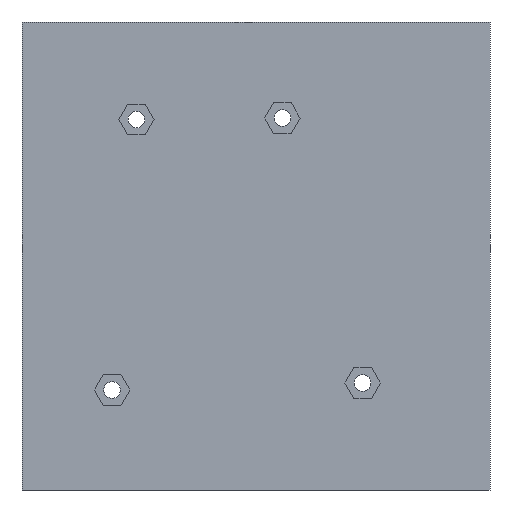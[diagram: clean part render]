
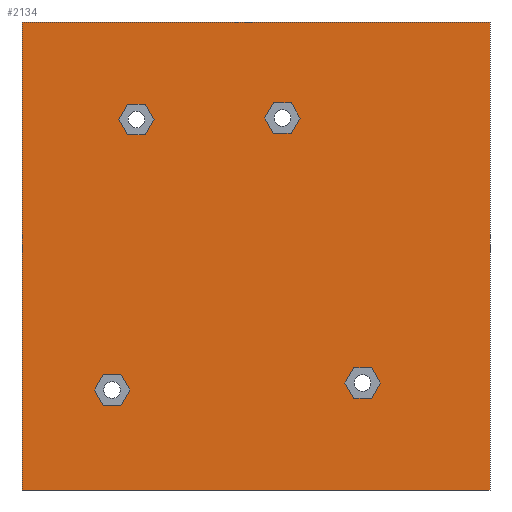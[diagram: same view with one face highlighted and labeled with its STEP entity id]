
A CAD part, front view. The second image highlights one B-rep face of the part: STEP entity #2134.
In plain terms, the highlighted planar face has unit normal (0, -1, 0).
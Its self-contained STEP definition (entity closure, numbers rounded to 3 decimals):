
#60=FACE_BOUND('',#325,.T.);
#61=FACE_BOUND('',#326,.T.);
#62=FACE_BOUND('',#327,.T.);
#63=FACE_BOUND('',#328,.T.);
#185=FACE_OUTER_BOUND('',#324,.T.);
#324=EDGE_LOOP('',(#1685,#1686,#1687,#1688));
#325=EDGE_LOOP('',(#1689,#1690,#1691,#1692,#1693,#1694));
#326=EDGE_LOOP('',(#1695,#1696,#1697,#1698,#1699,#1700));
#327=EDGE_LOOP('',(#1701,#1702,#1703,#1704,#1705,#1706));
#328=EDGE_LOOP('',(#1707,#1708,#1709,#1710,#1711,#1712));
#404=LINE('',#2962,#653);
#408=LINE('',#2970,#657);
#411=LINE('',#2976,#660);
#414=LINE('',#2982,#663);
#417=LINE('',#2988,#666);
#420=LINE('',#2993,#669);
#422=LINE('',#3001,#671);
#426=LINE('',#3009,#675);
#429=LINE('',#3015,#678);
#432=LINE('',#3021,#681);
#435=LINE('',#3027,#684);
#438=LINE('',#3032,#687);
#440=LINE('',#3040,#689);
#444=LINE('',#3048,#693);
#447=LINE('',#3054,#696);
#450=LINE('',#3060,#699);
#453=LINE('',#3066,#702);
#456=LINE('',#3071,#705);
#458=LINE('',#3079,#707);
#462=LINE('',#3087,#711);
#465=LINE('',#3093,#714);
#468=LINE('',#3099,#717);
#471=LINE('',#3105,#720);
#474=LINE('',#3110,#723);
#520=LINE('',#3210,#769);
#544=LINE('',#3303,#793);
#545=LINE('',#3304,#794);
#546=LINE('',#3305,#795);
#653=VECTOR('',#2381,10.);
#657=VECTOR('',#2387,10.);
#660=VECTOR('',#2392,10.);
#663=VECTOR('',#2397,10.);
#666=VECTOR('',#2402,10.);
#669=VECTOR('',#2407,10.);
#671=VECTOR('',#2415,10.);
#675=VECTOR('',#2421,10.);
#678=VECTOR('',#2426,10.);
#681=VECTOR('',#2431,10.);
#684=VECTOR('',#2436,10.);
#687=VECTOR('',#2441,10.);
#689=VECTOR('',#2449,10.);
#693=VECTOR('',#2455,10.);
#696=VECTOR('',#2460,10.);
#699=VECTOR('',#2465,10.);
#702=VECTOR('',#2470,10.);
#705=VECTOR('',#2475,10.);
#707=VECTOR('',#2483,10.);
#711=VECTOR('',#2489,10.);
#714=VECTOR('',#2494,10.);
#717=VECTOR('',#2499,10.);
#720=VECTOR('',#2504,10.);
#723=VECTOR('',#2509,10.);
#769=VECTOR('',#2591,10.);
#793=VECTOR('',#2699,10.);
#794=VECTOR('',#2700,10.);
#795=VECTOR('',#2701,10.);
#902=VERTEX_POINT('',#2960);
#903=VERTEX_POINT('',#2961);
#906=VERTEX_POINT('',#2969);
#908=VERTEX_POINT('',#2975);
#910=VERTEX_POINT('',#2981);
#912=VERTEX_POINT('',#2987);
#915=VERTEX_POINT('',#2999);
#916=VERTEX_POINT('',#3000);
#919=VERTEX_POINT('',#3008);
#921=VERTEX_POINT('',#3014);
#923=VERTEX_POINT('',#3020);
#925=VERTEX_POINT('',#3026);
#928=VERTEX_POINT('',#3038);
#929=VERTEX_POINT('',#3039);
#932=VERTEX_POINT('',#3047);
#934=VERTEX_POINT('',#3053);
#936=VERTEX_POINT('',#3059);
#938=VERTEX_POINT('',#3065);
#941=VERTEX_POINT('',#3077);
#942=VERTEX_POINT('',#3078);
#945=VERTEX_POINT('',#3086);
#947=VERTEX_POINT('',#3092);
#949=VERTEX_POINT('',#3098);
#951=VERTEX_POINT('',#3104);
#987=VERTEX_POINT('',#3207);
#988=VERTEX_POINT('',#3209);
#1014=VERTEX_POINT('',#3301);
#1015=VERTEX_POINT('',#3302);
#1096=EDGE_CURVE('',#902,#903,#404,.T.);
#1100=EDGE_CURVE('',#906,#902,#408,.T.);
#1103=EDGE_CURVE('',#908,#906,#411,.T.);
#1106=EDGE_CURVE('',#910,#908,#414,.T.);
#1109=EDGE_CURVE('',#912,#910,#417,.T.);
#1112=EDGE_CURVE('',#903,#912,#420,.T.);
#1115=EDGE_CURVE('',#915,#916,#422,.T.);
#1119=EDGE_CURVE('',#919,#915,#426,.T.);
#1122=EDGE_CURVE('',#921,#919,#429,.T.);
#1125=EDGE_CURVE('',#923,#921,#432,.T.);
#1128=EDGE_CURVE('',#925,#923,#435,.T.);
#1131=EDGE_CURVE('',#916,#925,#438,.T.);
#1134=EDGE_CURVE('',#928,#929,#440,.T.);
#1138=EDGE_CURVE('',#932,#928,#444,.T.);
#1141=EDGE_CURVE('',#934,#932,#447,.T.);
#1144=EDGE_CURVE('',#936,#934,#450,.T.);
#1147=EDGE_CURVE('',#938,#936,#453,.T.);
#1150=EDGE_CURVE('',#929,#938,#456,.T.);
#1153=EDGE_CURVE('',#941,#942,#458,.T.);
#1157=EDGE_CURVE('',#945,#941,#462,.T.);
#1160=EDGE_CURVE('',#947,#945,#465,.T.);
#1163=EDGE_CURVE('',#949,#947,#468,.T.);
#1166=EDGE_CURVE('',#951,#949,#471,.T.);
#1169=EDGE_CURVE('',#942,#951,#474,.T.);
#1218=EDGE_CURVE('',#988,#987,#520,.T.);
#1262=EDGE_CURVE('',#1014,#1015,#544,.T.);
#1263=EDGE_CURVE('',#1015,#988,#545,.T.);
#1264=EDGE_CURVE('',#987,#1014,#546,.T.);
#1685=ORIENTED_EDGE('',*,*,#1262,.T.);
#1686=ORIENTED_EDGE('',*,*,#1263,.T.);
#1687=ORIENTED_EDGE('',*,*,#1218,.T.);
#1688=ORIENTED_EDGE('',*,*,#1264,.T.);
#1689=ORIENTED_EDGE('',*,*,#1096,.T.);
#1690=ORIENTED_EDGE('',*,*,#1112,.T.);
#1691=ORIENTED_EDGE('',*,*,#1109,.T.);
#1692=ORIENTED_EDGE('',*,*,#1106,.T.);
#1693=ORIENTED_EDGE('',*,*,#1103,.T.);
#1694=ORIENTED_EDGE('',*,*,#1100,.T.);
#1695=ORIENTED_EDGE('',*,*,#1115,.T.);
#1696=ORIENTED_EDGE('',*,*,#1131,.T.);
#1697=ORIENTED_EDGE('',*,*,#1128,.T.);
#1698=ORIENTED_EDGE('',*,*,#1125,.T.);
#1699=ORIENTED_EDGE('',*,*,#1122,.T.);
#1700=ORIENTED_EDGE('',*,*,#1119,.T.);
#1701=ORIENTED_EDGE('',*,*,#1134,.T.);
#1702=ORIENTED_EDGE('',*,*,#1150,.T.);
#1703=ORIENTED_EDGE('',*,*,#1147,.T.);
#1704=ORIENTED_EDGE('',*,*,#1144,.T.);
#1705=ORIENTED_EDGE('',*,*,#1141,.T.);
#1706=ORIENTED_EDGE('',*,*,#1138,.T.);
#1707=ORIENTED_EDGE('',*,*,#1153,.T.);
#1708=ORIENTED_EDGE('',*,*,#1169,.T.);
#1709=ORIENTED_EDGE('',*,*,#1166,.T.);
#1710=ORIENTED_EDGE('',*,*,#1163,.T.);
#1711=ORIENTED_EDGE('',*,*,#1160,.T.);
#1712=ORIENTED_EDGE('',*,*,#1157,.T.);
#2019=PLANE('',#2301);
#2134=ADVANCED_FACE('',(#185,#60,#61,#62,#63),#2019,.F.);
#2301=AXIS2_PLACEMENT_3D('',#3300,#2697,#2698);
#2381=DIRECTION('',(0.497,0.,-0.868));
#2387=DIRECTION('',(1.,0.,-0.004));
#2392=DIRECTION('',(0.503,0.,0.864));
#2397=DIRECTION('',(-0.497,0.,0.868));
#2402=DIRECTION('',(-1.,0.,0.004));
#2407=DIRECTION('',(-0.503,0.,-0.864));
#2415=DIRECTION('',(0.5,0.,-0.866));
#2421=DIRECTION('',(1.,0.,0.));
#2426=DIRECTION('',(0.5,0.,0.866));
#2431=DIRECTION('',(-0.5,0.,0.866));
#2436=DIRECTION('',(-1.,0.,0.));
#2441=DIRECTION('',(-0.5,0.,-0.866));
#2449=DIRECTION('',(0.5,0.,-0.866));
#2455=DIRECTION('',(1.,0.,0.));
#2460=DIRECTION('',(0.5,0.,0.866));
#2465=DIRECTION('',(-0.5,0.,0.866));
#2470=DIRECTION('',(-1.,0.,0.));
#2475=DIRECTION('',(-0.5,0.,-0.866));
#2483=DIRECTION('',(0.5,0.,-0.866));
#2489=DIRECTION('',(1.,0.,0.));
#2494=DIRECTION('',(0.5,0.,0.866));
#2499=DIRECTION('',(-0.5,0.,0.866));
#2504=DIRECTION('',(-1.,0.,0.));
#2509=DIRECTION('',(-0.5,0.,-0.866));
#2591=DIRECTION('',(1.,0.,0.));
#2697=DIRECTION('center_axis',(0.,1.,0.));
#2698=DIRECTION('ref_axis',(0.,0.,1.));
#2699=DIRECTION('',(-1.,0.,0.));
#2700=DIRECTION('',(0.,0.,-1.));
#2701=DIRECTION('',(0.,0.,1.));
#2960=CARTESIAN_POINT('',(10.401,0.,35.426));
#2961=CARTESIAN_POINT('',(12.09,0.,32.475));
#2962=CARTESIAN_POINT('',(15.916,0.,25.787));
#2969=CARTESIAN_POINT('',(7.002,0.,35.439));
#2970=CARTESIAN_POINT('',(5.368,0.,35.446));
#2975=CARTESIAN_POINT('',(5.29,0.,32.502));
#2976=CARTESIAN_POINT('',(-0.695,0.,22.23));
#2981=CARTESIAN_POINT('',(6.978,0.,29.551));
#2982=CARTESIAN_POINT('',(11.648,0.,21.387));
#2987=CARTESIAN_POINT('',(10.378,0.,29.537));
#2988=CARTESIAN_POINT('',(7.045,0.,29.55));
#2993=CARTESIAN_POINT('',(5.249,0.,20.734));
#2999=CARTESIAN_POINT('',(25.824,0.,-15.521));
#3000=CARTESIAN_POINT('',(27.524,0.,-18.466));
#3001=CARTESIAN_POINT('',(18.398,0.,-2.658));
#3008=CARTESIAN_POINT('',(22.424,0.,-15.521));
#3009=CARTESIAN_POINT('',(13.021,0.,-15.521));
#3014=CARTESIAN_POINT('',(20.724,0.,-18.466));
#3015=CARTESIAN_POINT('',(23.874,0.,-13.01));
#3020=CARTESIAN_POINT('',(22.424,0.,-21.41));
#3021=CARTESIAN_POINT('',(14.148,0.,-7.075));
#3026=CARTESIAN_POINT('',(25.824,0.,-21.41));
#3027=CARTESIAN_POINT('',(14.721,0.,-21.41));
#3032=CARTESIAN_POINT('',(29.824,0.,-14.482));
#3038=CARTESIAN_POINT('',(-17.681,0.,35.139));
#3039=CARTESIAN_POINT('',(-15.981,0.,32.194));
#3040=CARTESIAN_POINT('',(-8.701,0.,19.585));
#3047=CARTESIAN_POINT('',(-21.081,0.,35.139));
#3048=CARTESIAN_POINT('',(-8.732,0.,35.139));
#3053=CARTESIAN_POINT('',(-22.781,0.,32.194));
#3054=CARTESIAN_POINT('',(-25.161,0.,28.071));
#3059=CARTESIAN_POINT('',(-21.081,0.,29.25));
#3060=CARTESIAN_POINT('',(-12.951,0.,15.168));
#3065=CARTESIAN_POINT('',(-17.681,0.,29.25));
#3066=CARTESIAN_POINT('',(-7.032,0.,29.25));
#3071=CARTESIAN_POINT('',(-19.211,0.,26.599));
#3077=CARTESIAN_POINT('',(-22.35,0.,-16.869));
#3078=CARTESIAN_POINT('',(-20.65,0.,-19.814));
#3079=CARTESIAN_POINT('',(-24.046,0.,-13.931));
#3086=CARTESIAN_POINT('',(-25.75,0.,-16.869));
#3087=CARTESIAN_POINT('',(-11.066,0.,-16.869));
#3092=CARTESIAN_POINT('',(-27.45,0.,-19.814));
#3093=CARTESIAN_POINT('',(-17.987,0.,-3.423));
#3098=CARTESIAN_POINT('',(-25.75,0.,-22.758));
#3099=CARTESIAN_POINT('',(-28.296,0.,-18.348));
#3104=CARTESIAN_POINT('',(-22.35,0.,-22.758));
#3105=CARTESIAN_POINT('',(-9.366,0.,-22.758));
#3110=CARTESIAN_POINT('',(-12.037,0.,-4.895));
#3207=CARTESIAN_POINT('',(48.618,0.,-39.041));
#3209=CARTESIAN_POINT('',(-41.382,0.,-39.041));
#3210=CARTESIAN_POINT('',(3.618,0.,-39.041));
#3300=CARTESIAN_POINT('Origin',(3.618,0.,5.959));
#3301=CARTESIAN_POINT('',(48.618,0.,50.959));
#3302=CARTESIAN_POINT('',(-41.382,0.,50.959));
#3303=CARTESIAN_POINT('',(3.618,0.,50.959));
#3304=CARTESIAN_POINT('',(-41.382,0.,5.959));
#3305=CARTESIAN_POINT('',(48.618,0.,5.959));
